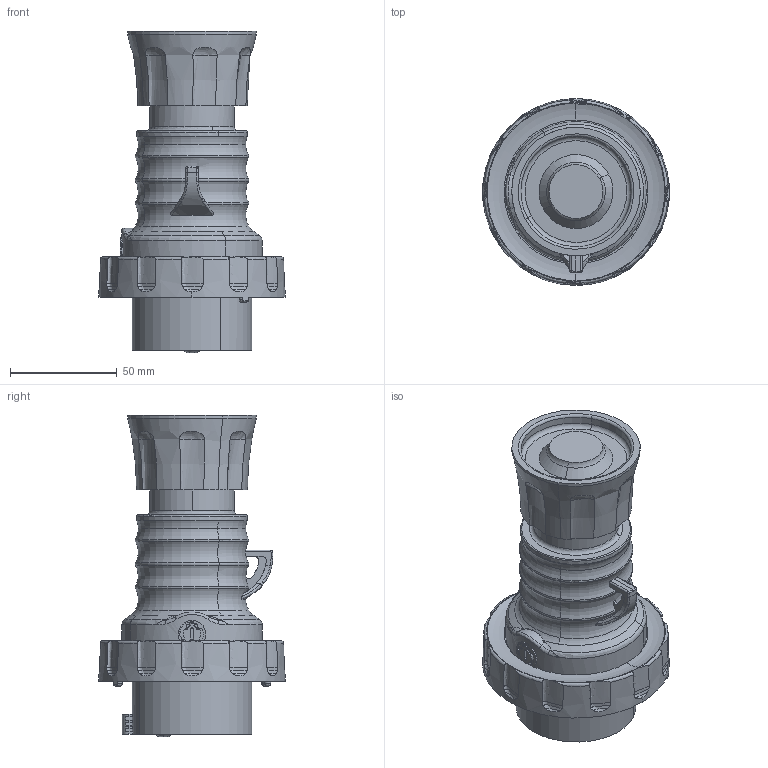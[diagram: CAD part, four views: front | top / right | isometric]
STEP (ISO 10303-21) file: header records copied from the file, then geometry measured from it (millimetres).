
FILE_DESCRIPTION((''),'2;1');
FILE_NAME('GW60031H_SW0001','2020-09-23T10:50:08',('User'),('Axiro Italia'),'CREO PARAMETRIC BY PTC INC, 2020074','CREO PARAMETRIC BY PTC INC, 2020074','');
FILE_SCHEMA(('CONFIG_CONTROL_DESIGN'));
Length unit declared in the file: millimetre
Products named in the file (1): GW60031H_SW0001
Bounding box: 87.51 x 87.7 x 150.75 mm (x, y, z)
Volume: 295780.8 mm3; surface area: 60945.3 mm2
Topology: 1 solids, 1 shells, 408 faces, 1155 edges, 767 vertices
Faces by surface type: plane 111, bspline 105, torus 80, cone 60, cylinder 52
Entity records: 20423 total; most frequent: CARTESIAN_POINT 10652, ORIENTED_EDGE 2306, DIRECTION 1691, EDGE_CURVE 1153, VERTEX_POINT 767, AXIS2_PLACEMENT_3D 693, B_SPLINE_CURVE_WITH_KNOTS 458, EDGE_LOOP 430
